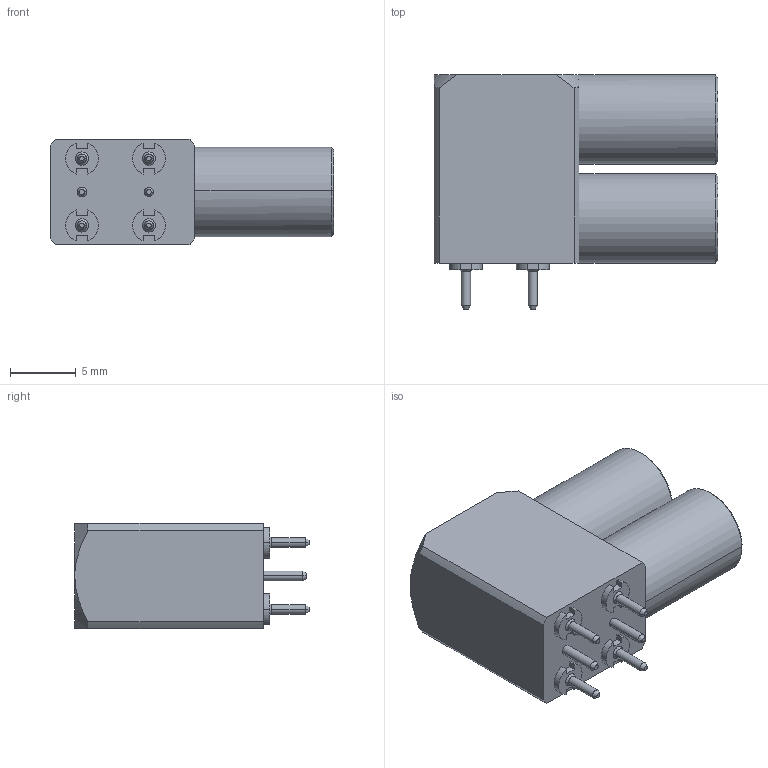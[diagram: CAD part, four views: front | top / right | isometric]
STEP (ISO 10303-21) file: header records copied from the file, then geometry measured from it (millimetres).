
FILE_DESCRIPTION (( 'STEP AP214' ), '1' );
FILE_NAME ('epy_00_250_ntn.STEP', '2026-01-15T12:00:47', ( '' ), ( '' ), 'SwSTEP 2.0', 'SolidWorks 2026', '' );
FILE_SCHEMA (( 'AUTOMOTIVE_DESIGN' ));
Length unit declared in the file: millimetre
Products named in the file (1): epy_00_250_ntn
Bounding box: 21.55 x 17.8 x 8 mm (x, y, z)
Volume: 1697.2 mm3; surface area: 1711.4 mm2
Topology: 1 solids, 1 shells, 128 faces, 303 edges, 189 vertices
Faces by surface type: cylinder 48, plane 48, cone 32
Entity records: 5070 total; most frequent: DIRECTION 677, CARTESIAN_POINT 629, ORIENTED_EDGE 594, EDGE_CURVE 297, AXIS2_PLACEMENT_3D 259, VERTEX_POINT 187, VECTOR 159, LINE 159
